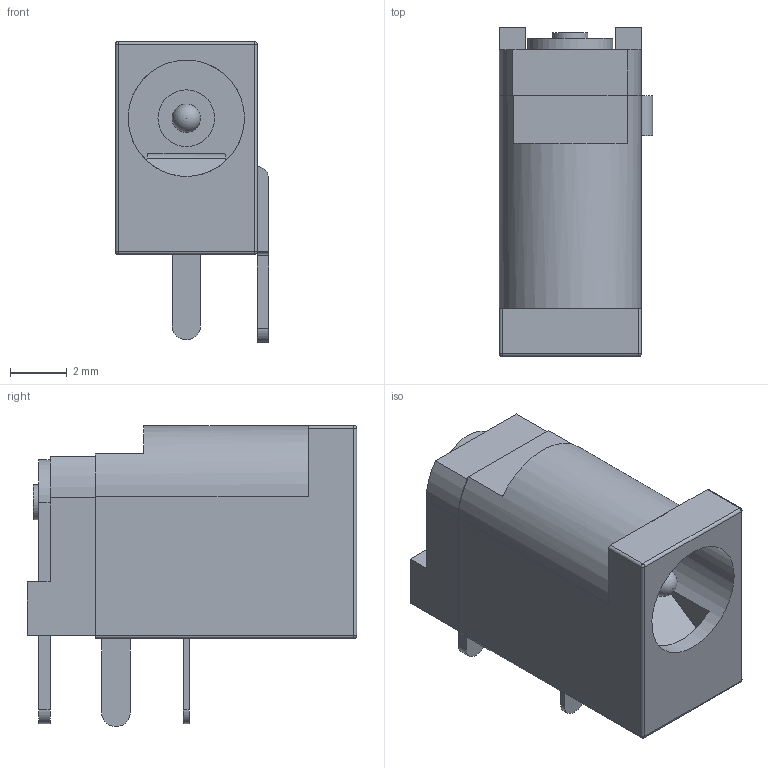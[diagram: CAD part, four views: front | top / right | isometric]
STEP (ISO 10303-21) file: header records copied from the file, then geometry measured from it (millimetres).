
FILE_DESCRIPTION(/* description */ ('Unknown'),/* implementation_level */ '2;1');
FILE_NAME(/* name */ '694102303002',/* time_stamp */ '2025-09-01T17:54:33+02:00',/* author */ ('Unknown'),/* organization */ ('Unknown'),/* preprocessor_version */ 'ST-DEVELOPER v19.4',/* originating_system */ 'Solid Edge',/* authorisation */ 'Unknown');
FILE_SCHEMA (('AUTOMOTIVE_DESIGN {1 0 10303 214 3 1 1}'));
Length unit declared in the file: millimetre
Products named in the file (7): 6941xx303002; 694106301002_PinContact; 6941xx303002_Back; 6941xx303002_PinContact2; 6941xx303002_PinLame; 6941xx303002_PinBis
Assembly tree (6 placements, depth 2):
  6941xx303002
    6941xx303002
    694106301002_PinContact
    6941xx303002_Back
    6941xx303002_PinContact2
    6941xx303002_PinLame
    6941xx303002_PinBis
Bounding box: 5.4 x 11.6 x 10.6 mm (x, y, z)
Volume: 250.4 mm3; surface area: 822.2 mm2
Topology: 6 solids, 6 shells, 162 faces, 430 edges, 279 vertices
Faces by surface type: plane 108, cylinder 45, sphere 5, torus 3, cone 1
Full cylindrical faces by diameter (mm): 0.72 x1, 1 x1, 1.23 x1, 1.3 x2, 1.4 x1, 2 x2, 4.1 x1
Entity records: 5028 total; most frequent: CARTESIAN_POINT 845, DIRECTION 841, ORIENTED_EDGE 808, EDGE_CURVE 404, LINE 305, VECTOR 305, VERTEX_POINT 272, AXIS2_PLACEMENT_3D 268
